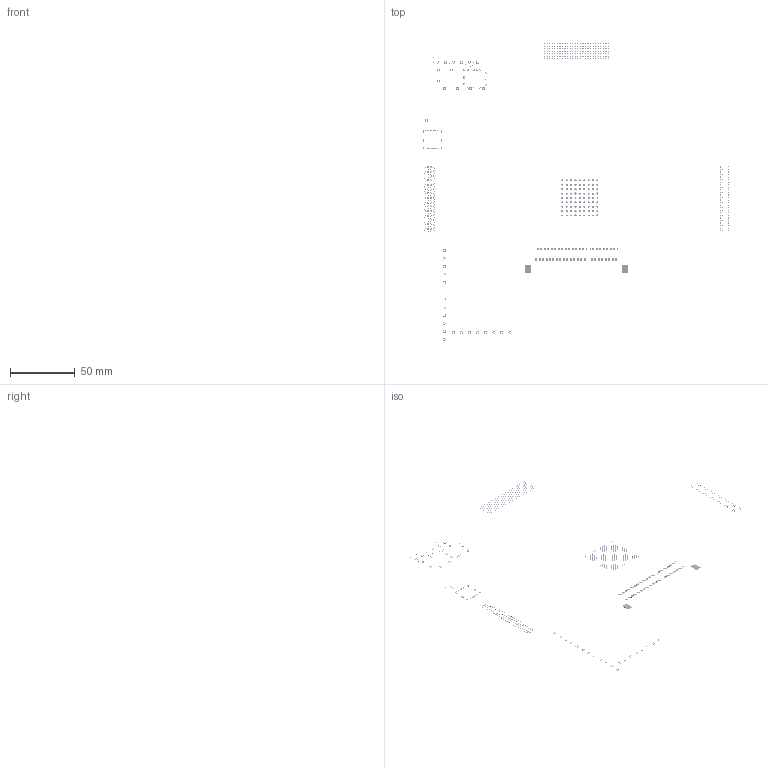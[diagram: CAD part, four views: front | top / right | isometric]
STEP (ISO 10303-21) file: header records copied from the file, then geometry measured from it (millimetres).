
FILE_DESCRIPTION(('STEP AP214'),'1');
FILE_NAME('pcb_TOP.stp','2024-08-25T18:49:09',(' '),(' '),'Spatial InterOp 3D',' ',' ');
FILE_SCHEMA(('AUTOMOTIVE_DESIGN { 1 0 10303 214 1 1 1 1 }'));
Length unit declared in the file: millimetre
Products named in the file (48): TOP_Model_15(10); TOP_Model_15_Inst; TOP (1888 bodies); TOP_Model_14_Inst; TOP_Model_13(13); TOP_Model_13_Inst; TOP_Model_12(34); TOP_Model_12_Inst; TOP_Model_11(4); TOP_Model_11_Inst; TOP_Model_10(98); TOP_Model_10_Inst; TOP_Model_9(9); TOP_Model_9_Inst; TOP_Model_8(13); TOP_Model_8_Inst; TOP_Model_7_300_; TOP_Model_7_Inst; TOP_Model_7(204); TOP_Model_7_200_; TOP_Model_7_100_; TOP_Model_6(18); TOP_Model_6_Inst; TOP_Model_5(16); TOP_Model_5_Inst; TOP_Model_4(6); TOP_Model_4_Inst; TOP_Model_3(2); TOP_Model_3_Inst; TOP_Model_2_900_; TOP_Model_2_Inst; TOP_Model_2(900); TOP_Model_2_800_; TOP_Model_2_700_; TOP_Model_2_600_; TOP_Model_2_500_; TOP_Model_2_400_; TOP_Model_2_300_; TOP_Model_2_200_; TOP_Model_2_100_ ...
Assembly tree (1920 placements, depth 4):
  TOP (1888 bodies)
    TOP_Model_15(10)
      TOP_Model_15_Inst  x10
    TOP_Model_14_Inst
    TOP_Model_13(13)
      TOP_Model_13_Inst  x13
    TOP_Model_12(34)
      TOP_Model_12_Inst  x34
    TOP_Model_11(4)
      TOP_Model_11_Inst  x4
    TOP_Model_10(98)
      TOP_Model_10_Inst  x98
    TOP_Model_9(9)
      TOP_Model_9_Inst  x9
    TOP_Model_8(13)
      TOP_Model_8_Inst  x13
    TOP_Model_7(204)
      TOP_Model_7_300_
        TOP_Model_7_Inst  x4
      TOP_Model_7_200_
        TOP_Model_7_Inst  x100
      TOP_Model_7_100_
        TOP_Model_7_Inst  x100
    TOP_Model_6(18)
      TOP_Model_6_Inst  x18
    TOP_Model_5(16)
      TOP_Model_5_Inst  x16
    TOP_Model_4(6)
      TOP_Model_4_Inst  x6
    TOP_Model_3(2)
      TOP_Model_3_Inst  x2
    TOP_Model_2(900)
      TOP_Model_2_900_
        TOP_Model_2_Inst  x100
      TOP_Model_2_800_
        TOP_Model_2_Inst  x100
      TOP_Model_2_700_
        TOP_Model_2_Inst  x100
      TOP_Model_2_600_
        TOP_Model_2_Inst  x100
      TOP_Model_2_500_
        TOP_Model_2_Inst  x100
      TOP_Model_2_400_
        TOP_Model_2_Inst  x100
      TOP_Model_2_300_
        TOP_Model_2_Inst  x100
      TOP_Model_2_200_
        TOP_Model_2_Inst  x100
      TOP_Model_2_100_
        TOP_Model_2_Inst  x100
    TOP_Model_1(560)
      TOP_Model_1_600_
        TOP_Model_1_Inst  x60
      TOP_Model_1_500_
        TOP_Model_1_Inst  x100
      TOP_Model_1_400_
        TOP_Model_1_Inst  x100
      TOP_Model_1_300_
        TOP_Model_1_Inst  x100
      TOP_Model_1_200_
Bounding box: 236.57 x 230.22 x 0.02 mm (x, y, z)
Volume: 14.4 mm3; surface area: 1690.3 mm2
Topology: 1888 solids, 1888 shells, 8456 faces, 14040 edges, 9360 vertices
Faces by surface type: plane 4856, cylinder 3600
Entity records: 18811 total; most frequent: DIRECTION 4336, CARTESIAN_POINT 2355, AXIS2_PLACEMENT_3D 2105, PRODUCT_DEFINITION_SHAPE 1968, CONTEXT_DEPENDENT_SHAPE_REPRESENTATION 1920, ITEM_DEFINED_TRANSFORMATION 1920, NEXT_ASSEMBLY_USAGE_OCCURRENCE 1920, ORIENTED_EDGE 372
